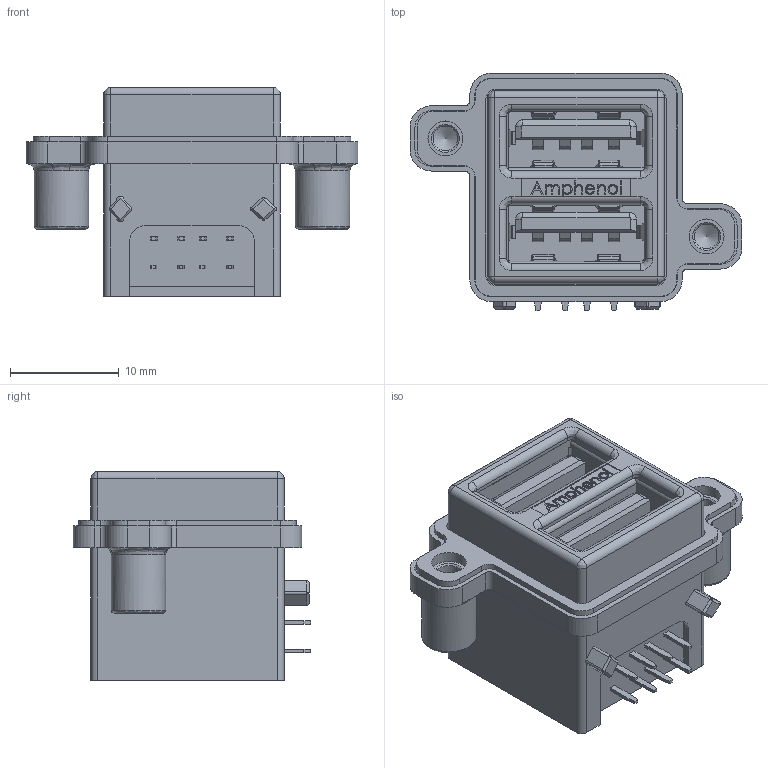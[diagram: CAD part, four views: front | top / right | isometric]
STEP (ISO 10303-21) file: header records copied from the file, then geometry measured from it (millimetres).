
FILE_DESCRIPTION (( 'STEP AP203' ), '1' );
FILE_NAME ('M-MUSB-C111-M0.STEP', '2015-06-03T16:49:44', ( '' ), ( '' ), 'SwSTEP 2.0', 'SolidWorks 2014', '' );
FILE_SCHEMA (( 'CONFIG_CONTROL_DESIGN' ));
Length unit declared in the file: millimetre
Products named in the file (1): M-MUSB-C111-M0
Bounding box: 30.5 x 21.82 x 19.2 mm (x, y, z)
Volume: 4897.6 mm3; surface area: 4358.3 mm2
Topology: 1 solids, 1 shells, 743 faces, 2075 edges, 1346 vertices
Faces by surface type: plane 438, cylinder 217, bspline 72, cone 16
Full cylindrical faces by diameter (mm): 2.261 x2, 3.2 x2, 5 x2
Entity records: 26558 total; most frequent: CARTESIAN_POINT 8001, ORIENTED_EDGE 4090, DIRECTION 3473, EDGE_CURVE 2045, LINE 1469, VECTOR 1469, VERTEX_POINT 1340, AXIS2_PLACEMENT_3D 1002
